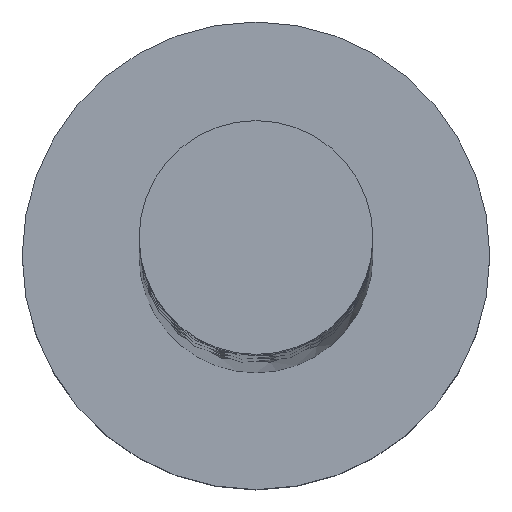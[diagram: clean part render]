
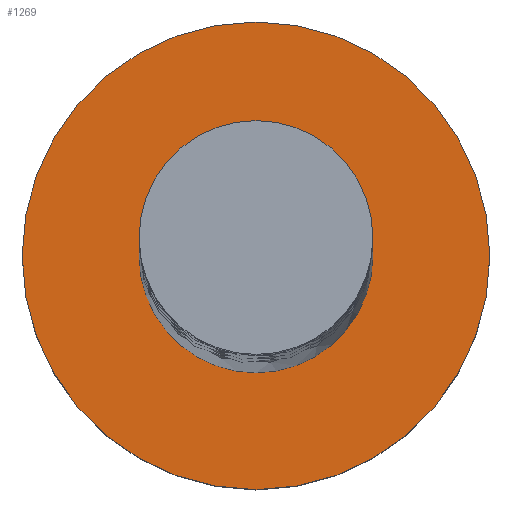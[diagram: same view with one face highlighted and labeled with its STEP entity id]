
A CAD part, top view. The second image highlights one B-rep face of the part: STEP entity #1269.
In plain terms, the highlighted planar face has unit normal (0, 0, 1).
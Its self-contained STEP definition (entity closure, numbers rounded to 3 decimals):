
#12 = DIRECTION ( 'NONE',  ( 1., 0., 0. ) ) ;
#75 = EDGE_CURVE ( 'NONE', #326, #1395, #833, .T. ) ;
#131 = VERTEX_POINT ( 'NONE', #234 ) ;
#186 = CARTESIAN_POINT ( 'NONE',  ( -3.5, 0., 3. ) ) ;
#202 = FACE_BOUND ( 'NONE', #1234, .T. ) ;
#234 = CARTESIAN_POINT ( 'NONE',  ( 1.75, 0., 3. ) ) ;
#249 = VERTEX_POINT ( 'NONE', #1061 ) ;
#297 = DIRECTION ( 'NONE',  ( 1., 0., 0. ) ) ;
#302 = ORIENTED_EDGE ( 'NONE', *, *, #794, .F. ) ;
#326 = VERTEX_POINT ( 'NONE', #186 ) ;
#391 = EDGE_CURVE ( 'NONE', #1395, #326, #1022, .T. ) ;
#410 = DIRECTION ( 'NONE',  ( 1., 0., 0. ) ) ;
#416 = CARTESIAN_POINT ( 'NONE',  ( 0., 0., 3. ) ) ;
#595 = CARTESIAN_POINT ( 'NONE',  ( 3.5, 0., 3. ) ) ;
#737 = CIRCLE ( 'NONE', #1294, 1.75 ) ;
#754 = AXIS2_PLACEMENT_3D ( 'NONE', #416, #909, #297 ) ;
#783 = AXIS2_PLACEMENT_3D ( 'NONE', #1594, #1320, #1189 ) ;
#794 = EDGE_CURVE ( 'NONE', #131, #249, #737, .T. ) ;
#832 = DIRECTION ( 'NONE',  ( 0., 0., 1. ) ) ;
#833 = CIRCLE ( 'NONE', #783, 3.5 ) ;
#890 = ORIENTED_EDGE ( 'NONE', *, *, #1609, .F. ) ;
#898 = ORIENTED_EDGE ( 'NONE', *, *, #75, .T. ) ;
#909 = DIRECTION ( 'NONE',  ( 0., 0., 1. ) ) ;
#990 = CARTESIAN_POINT ( 'NONE',  ( 0., 0., 3. ) ) ;
#1022 = CIRCLE ( 'NONE', #1245, 3.5 ) ;
#1061 = CARTESIAN_POINT ( 'NONE',  ( -1.75, 0., 3. ) ) ;
#1094 = CARTESIAN_POINT ( 'NONE',  ( 0., 0., 3. ) ) ;
#1165 = FACE_OUTER_BOUND ( 'NONE', #1394, .T. ) ;
#1189 = DIRECTION ( 'NONE',  ( 1., 0., 0. ) ) ;
#1234 = EDGE_LOOP ( 'NONE', ( #890, #302 ) ) ;
#1241 = DIRECTION ( 'NONE',  ( 1., 0., 0. ) ) ;
#1245 = AXIS2_PLACEMENT_3D ( 'NONE', #1094, #832, #1241 ) ;
#1263 = CIRCLE ( 'NONE', #1516, 1.75 ) ;
#1269 = ADVANCED_FACE ( 'NONE', ( #202, #1165 ), #1570, .T. ) ;
#1294 = AXIS2_PLACEMENT_3D ( 'NONE', #1557, #1531, #410 ) ;
#1320 = DIRECTION ( 'NONE',  ( 0., 0., 1. ) ) ;
#1394 = EDGE_LOOP ( 'NONE', ( #898, #1559 ) ) ;
#1395 = VERTEX_POINT ( 'NONE', #595 ) ;
#1516 = AXIS2_PLACEMENT_3D ( 'NONE', #990, #1527, #12 ) ;
#1527 = DIRECTION ( 'NONE',  ( 0., 0., 1. ) ) ;
#1531 = DIRECTION ( 'NONE',  ( 0., 0., 1. ) ) ;
#1557 = CARTESIAN_POINT ( 'NONE',  ( 0., 0., 3. ) ) ;
#1559 = ORIENTED_EDGE ( 'NONE', *, *, #391, .T. ) ;
#1570 = PLANE ( 'NONE',  #754 ) ;
#1594 = CARTESIAN_POINT ( 'NONE',  ( 0., 0., 3. ) ) ;
#1609 = EDGE_CURVE ( 'NONE', #249, #131, #1263, .T. ) ;
